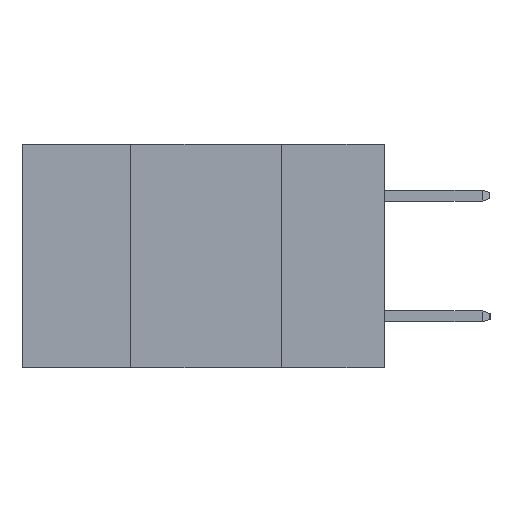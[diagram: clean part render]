
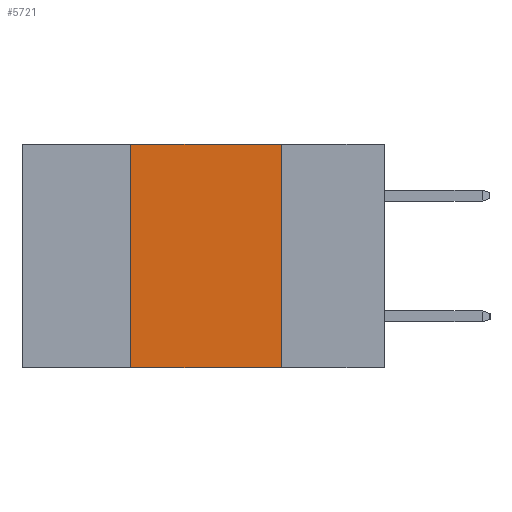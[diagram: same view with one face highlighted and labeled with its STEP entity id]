
A CAD part, left-side view. The second image highlights one B-rep face of the part: STEP entity #5721.
In plain terms, the highlighted planar face has unit normal (-1, 0, 0).
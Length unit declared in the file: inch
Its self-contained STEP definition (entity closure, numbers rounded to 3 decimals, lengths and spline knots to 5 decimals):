
#493 = PLANE ( 'NONE',  #8519 ) ;
#1076 = ORIENTED_EDGE ( 'NONE', *, *, #7233, .T. ) ;
#1414 = CARTESIAN_POINT ( 'NONE',  ( 0., 0.6, 0. ) ) ;
#1424 = EDGE_CURVE ( 'NONE', #7647, #6667, #11310, .T. ) ;
#2003 = DIRECTION ( 'NONE',  ( 0., -1., 0. ) ) ;
#2409 = DIRECTION ( 'NONE',  ( 0., 0., -1. ) ) ;
#2616 = CARTESIAN_POINT ( 'NONE',  ( 0., 0.42, 0. ) ) ;
#3065 = CARTESIAN_POINT ( 'NONE',  ( 0., 0.42, -0.37 ) ) ;
#3438 = EDGE_CURVE ( 'NONE', #6667, #11094, #5091, .T. ) ;
#4141 = VERTEX_POINT ( 'NONE', #8398 ) ;
#4286 = FACE_OUTER_BOUND ( 'NONE', #11034, .T. ) ;
#4782 = VECTOR ( 'NONE', #8096, 39.37008 ) ;
#4874 = CARTESIAN_POINT ( 'NONE',  ( 0., 0.6, -0.37 ) ) ;
#5091 = LINE ( 'NONE', #7434, #4782 ) ;
#5580 = ORIENTED_EDGE ( 'NONE', *, *, #3438, .F. ) ;
#5721 = ADVANCED_FACE ( 'NONE', ( #4286 ), #493, .F. ) ;
#6056 = LINE ( 'NONE', #4874, #6342 ) ;
#6342 = VECTOR ( 'NONE', #2003, 39.37008 ) ;
#6667 = VERTEX_POINT ( 'NONE', #8485 ) ;
#7233 = EDGE_CURVE ( 'NONE', #4141, #11094, #6056, .T. ) ;
#7306 = EDGE_CURVE ( 'NONE', #4141, #7647, #10064, .T. ) ;
#7434 = CARTESIAN_POINT ( 'NONE',  ( 0., 0.17, -0.37 ) ) ;
#7599 = VECTOR ( 'NONE', #9628, 39.37008 ) ;
#7647 = VERTEX_POINT ( 'NONE', #2616 ) ;
#8013 = ORIENTED_EDGE ( 'NONE', *, *, #1424, .F. ) ;
#8023 = DIRECTION ( 'NONE',  ( 1., 0., 0. ) ) ;
#8096 = DIRECTION ( 'NONE',  ( 0., 0., -1. ) ) ;
#8294 = ORIENTED_EDGE ( 'NONE', *, *, #7306, .F. ) ;
#8398 = CARTESIAN_POINT ( 'NONE',  ( 0., 0.42, -0.37 ) ) ;
#8464 = CARTESIAN_POINT ( 'NONE',  ( 0., 0.17, -0.37 ) ) ;
#8485 = CARTESIAN_POINT ( 'NONE',  ( 0., 0.17, 0. ) ) ;
#8519 = AXIS2_PLACEMENT_3D ( 'NONE', #1414, #8023, #2409 ) ;
#8903 = VECTOR ( 'NONE', #9334, 39.37008 ) ;
#9334 = DIRECTION ( 'NONE',  ( 0., -1., 0. ) ) ;
#9628 = DIRECTION ( 'NONE',  ( 0., 0., 1. ) ) ;
#10064 = LINE ( 'NONE', #3065, #7599 ) ;
#11034 = EDGE_LOOP ( 'NONE', ( #5580, #8013, #8294, #1076 ) ) ;
#11094 = VERTEX_POINT ( 'NONE', #8464 ) ;
#11310 = LINE ( 'NONE', #11379, #8903 ) ;
#11379 = CARTESIAN_POINT ( 'NONE',  ( 0., 0.6, 0. ) ) ;
